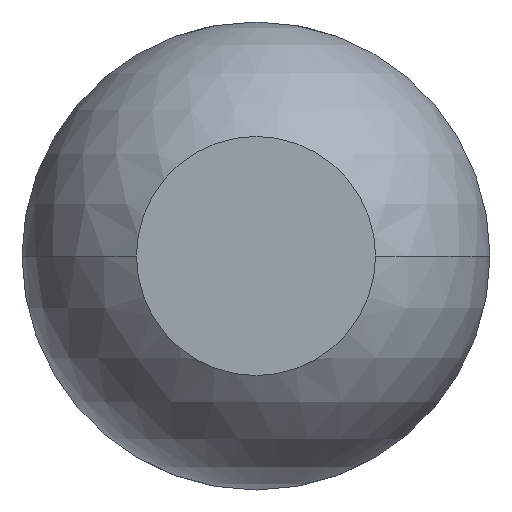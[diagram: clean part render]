
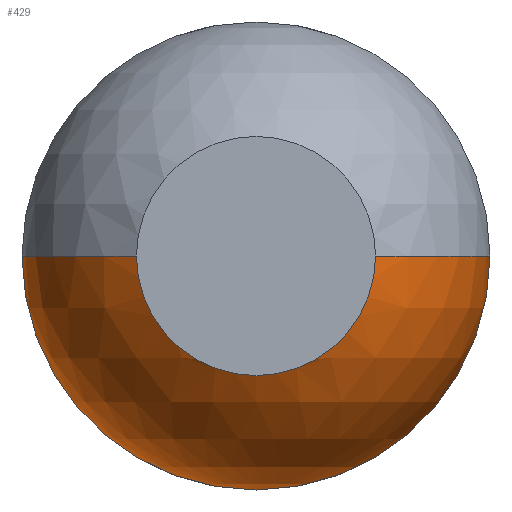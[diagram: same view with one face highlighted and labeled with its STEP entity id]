
A CAD part, front view. The second image highlights one B-rep face of the part: STEP entity #429.
In plain terms, the highlighted spherical face has radius 0.685 mm.
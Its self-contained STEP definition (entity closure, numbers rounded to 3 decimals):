
#128 = CARTESIAN_POINT ( 'NONE',  ( 0., -27., -0.35 ) ) ;
#160 = VERTEX_POINT ( 'NONE', #3202 ) ;
#255 = CARTESIAN_POINT ( 'NONE',  ( -0.35, -27., 0. ) ) ;
#328 = EDGE_CURVE ( 'Defeature ausgef�hrt1_14+Defeature ausgef�hrt1_4+Defeature ausgef�hrt1_4+Defeature ausgef�hrt1_4', #1902, #1499, #4279, .T. ) ;
#429 = ADVANCED_FACE ( 'Defeature ausgef�hrt1_4', ( #2681 ), #1035, .T. ) ;
#444 = CIRCLE ( 'NONE', #1019, 0.685 ) ;
#524 = DIRECTION ( 'NONE',  ( 1., 0., 0. ) ) ;
#565 = EDGE_CURVE ( 'NONE', #1499, #160, #444, .T. ) ;
#606 = ORIENTED_EDGE ( 'NONE', *, *, #2235, .F. ) ;
#662 = ORIENTED_EDGE ( 'NONE', *, *, #3811, .T. ) ;
#707 = CARTESIAN_POINT ( 'NONE',  ( 0., -26.411, 0. ) ) ;
#909 = CARTESIAN_POINT ( 'NONE',  ( 0.35, -27., 0. ) ) ;
#921 = CARTESIAN_POINT ( 'NONE',  ( 0., -26.411, -0.685 ) ) ;
#1012 = EDGE_LOOP ( 'NONE', ( #3004, #662, #1854, #606, #1453, #4354 ) ) ;
#1019 = AXIS2_PLACEMENT_3D ( 'NONE', #1262, #3216, #524 ) ;
#1035 = SPHERICAL_SURFACE ( 'NONE', #2607, 0.685 ) ;
#1120 = DIRECTION ( 'NONE',  ( 0., -1., 0. ) ) ;
#1131 = CARTESIAN_POINT ( 'NONE',  ( -0.685, -26.411, 0. ) ) ;
#1262 = CARTESIAN_POINT ( 'NONE',  ( 0., -26.411, 0. ) ) ;
#1283 = DIRECTION ( 'NONE',  ( 0., 0., 1. ) ) ;
#1405 = VERTEX_POINT ( 'NONE', #921 ) ;
#1453 = ORIENTED_EDGE ( 'NONE', *, *, #565, .F. ) ;
#1468 = DIRECTION ( 'NONE',  ( 0., 0., -1. ) ) ;
#1499 = VERTEX_POINT ( 'NONE', #909 ) ;
#1747 = CIRCLE ( 'NONE', #2803, 0.685 ) ;
#1757 = DIRECTION ( 'NONE',  ( 0., 0., -1. ) ) ;
#1854 = ORIENTED_EDGE ( 'NONE', *, *, #2994, .F. ) ;
#1902 = VERTEX_POINT ( 'NONE', #128 ) ;
#1930 = EDGE_CURVE ( 'Defeature ausgef�hrt1_14+Defeature ausgef�hrt1_4+Defeature ausgef�hrt1_4+Defeature ausgef�hrt1_4', #3191, #1902, #2650, .T. ) ;
#1975 = CARTESIAN_POINT ( 'NONE',  ( 0., -26.411, 0. ) ) ;
#2235 = EDGE_CURVE ( 'Defeature ausgef�hrt1_5+Defeature ausgef�hrt1_4+Defeature ausgef�hrt1_4+Defeature ausgef�hrt1_4', #160, #1405, #1747, .T. ) ;
#2530 = DIRECTION ( 'NONE',  ( 0., 0., -1. ) ) ;
#2607 = AXIS2_PLACEMENT_3D ( 'NONE', #707, #1757, #3783 ) ;
#2631 = CARTESIAN_POINT ( 'NONE',  ( 0., -26.411, 0. ) ) ;
#2650 = CIRCLE ( 'NONE', #3162, 0.35 ) ;
#2681 = FACE_OUTER_BOUND ( 'NONE', #1012, .T. ) ;
#2803 = AXIS2_PLACEMENT_3D ( 'NONE', #2631, #3306, #1283 ) ;
#2848 = DIRECTION ( 'NONE',  ( 0., -1., 0. ) ) ;
#2904 = CARTESIAN_POINT ( 'NONE',  ( 0., -26.411, 0. ) ) ;
#2994 = EDGE_CURVE ( 'Defeature ausgef�hrt1_5+Defeature ausgef�hrt1_4+Defeature ausgef�hrt1_4+Defeature ausgef�hrt1_4', #1405, #3762, #3820, .T. ) ;
#3004 = ORIENTED_EDGE ( 'NONE', *, *, #1930, .F. ) ;
#3162 = AXIS2_PLACEMENT_3D ( 'NONE', #3168, #2848, #2530 ) ;
#3168 = CARTESIAN_POINT ( 'NONE',  ( 0., -27., 0. ) ) ;
#3191 = VERTEX_POINT ( 'NONE', #255 ) ;
#3202 = CARTESIAN_POINT ( 'NONE',  ( 0.685, -26.411, 0. ) ) ;
#3216 = DIRECTION ( 'NONE',  ( 0., 0., 1. ) ) ;
#3290 = DIRECTION ( 'NONE',  ( 0., 0., -1. ) ) ;
#3293 = AXIS2_PLACEMENT_3D ( 'NONE', #1975, #4380, #4346 ) ;
#3306 = DIRECTION ( 'NONE',  ( 0., 1., 0. ) ) ;
#3762 = VERTEX_POINT ( 'NONE', #1131 ) ;
#3783 = DIRECTION ( 'NONE',  ( 1., 0., 0. ) ) ;
#3811 = EDGE_CURVE ( 'NONE', #3191, #3762, #4195, .T. ) ;
#3820 = CIRCLE ( 'NONE', #3293, 0.685 ) ;
#3939 = DIRECTION ( 'NONE',  ( -1., 0., 0. ) ) ;
#4068 = AXIS2_PLACEMENT_3D ( 'NONE', #2904, #3290, #3939 ) ;
#4180 = CARTESIAN_POINT ( 'NONE',  ( 0., -27., 0. ) ) ;
#4195 = CIRCLE ( 'NONE', #4068, 0.685 ) ;
#4279 = CIRCLE ( 'NONE', #4344, 0.35 ) ;
#4344 = AXIS2_PLACEMENT_3D ( 'NONE', #4180, #1120, #1468 ) ;
#4346 = DIRECTION ( 'NONE',  ( 0., 0., 1. ) ) ;
#4354 = ORIENTED_EDGE ( 'NONE', *, *, #328, .F. ) ;
#4380 = DIRECTION ( 'NONE',  ( 0., 1., 0. ) ) ;
